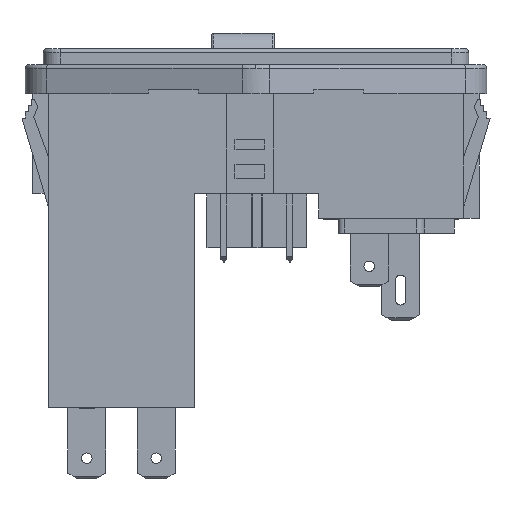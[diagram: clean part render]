
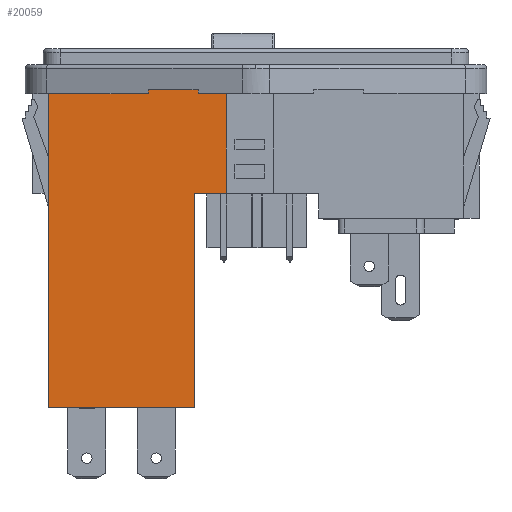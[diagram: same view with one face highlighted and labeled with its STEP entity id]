
A CAD part, left-side view. The second image highlights one B-rep face of the part: STEP entity #20059.
In plain terms, the highlighted planar face has unit normal (-1, 0, 0).
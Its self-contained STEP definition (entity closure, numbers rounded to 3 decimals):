
#93 = VERTEX_POINT ( 'NONE', #3535 ) ;
#171 = EDGE_CURVE ( 'NONE', #11024, #10014, #3698, .T. ) ;
#622 = VERTEX_POINT ( 'NONE', #4392 ) ;
#637 = EDGE_CURVE ( 'NONE', #622, #639, #4438, .T. ) ;
#639 = VERTEX_POINT ( 'NONE', #4433 ) ;
#3332 = ORIENTED_EDGE ( 'NONE', *, *, #20111, .F. ) ;
#3535 = CARTESIAN_POINT ( 'NONE',  ( -13., 13.714, -5.715 ) ) ;
#3695 = DIRECTION ( 'NONE',  ( 0., 1., 0. ) ) ;
#3696 = VECTOR ( 'NONE', #3695, 1000. ) ;
#3697 = CARTESIAN_POINT ( 'NONE',  ( -13., -26.416, -5.715 ) ) ;
#3698 = LINE ( 'NONE', #3697, #3696 ) ;
#4392 = CARTESIAN_POINT ( 'NONE',  ( -13., 7.766, -45.669 ) ) ;
#4433 = CARTESIAN_POINT ( 'NONE',  ( -13., 26.416, -45.669 ) ) ;
#4435 = DIRECTION ( 'NONE',  ( 0., 1., 0. ) ) ;
#4436 = VECTOR ( 'NONE', #4435, 1000. ) ;
#4437 = CARTESIAN_POINT ( 'NONE',  ( -13., -26.416, -45.669 ) ) ;
#4438 = LINE ( 'NONE', #4437, #4436 ) ;
#10014 = VERTEX_POINT ( 'NONE', #10358 ) ;
#10358 = CARTESIAN_POINT ( 'NONE',  ( -13., 7.364, -5.715 ) ) ;
#10412 = CARTESIAN_POINT ( 'NONE',  ( -13., 3.766, -5.715 ) ) ;
#10578 = CARTESIAN_POINT ( 'NONE',  ( -13., 26.416, -5.715 ) ) ;
#10597 = DIRECTION ( 'NONE',  ( 0., 1., 0. ) ) ;
#10598 = VECTOR ( 'NONE', #10597, 1000. ) ;
#10599 = CARTESIAN_POINT ( 'NONE',  ( -13., -26.416, -5.715 ) ) ;
#10600 = LINE ( 'NONE', #10599, #10598 ) ;
#11024 = VERTEX_POINT ( 'NONE', #10412 ) ;
#11482 = DIRECTION ( 'NONE',  ( 0., 1., 0. ) ) ;
#11483 = VECTOR ( 'NONE', #11482, 1000. ) ;
#11484 = CARTESIAN_POINT ( 'NONE',  ( -13., 7.766, -18.415 ) ) ;
#11485 = LINE ( 'NONE', #11484, #11483 ) ;
#11633 = CARTESIAN_POINT ( 'NONE',  ( -13., 3.766, -18.415 ) ) ;
#11759 = CARTESIAN_POINT ( 'NONE',  ( -13., 7.766, -18.415 ) ) ;
#12852 = DIRECTION ( 'NONE',  ( 0., 0., 1. ) ) ;
#12853 = VECTOR ( 'NONE', #12852, 1000. ) ;
#12854 = CARTESIAN_POINT ( 'NONE',  ( -13., 26.416, -45.669 ) ) ;
#12855 = LINE ( 'NONE', #12854, #12853 ) ;
#13291 = VECTOR ( 'NONE', #13353, 1000. ) ;
#13292 = CARTESIAN_POINT ( 'NONE',  ( -13., 3.766, 1.405 ) ) ;
#13293 = LINE ( 'NONE', #13292, #13291 ) ;
#13324 = DIRECTION ( 'NONE',  ( 0., 0., -1. ) ) ;
#13325 = DIRECTION ( 'NONE',  ( 1., 0., 0. ) ) ;
#13326 = CARTESIAN_POINT ( 'NONE',  ( -13., -26.416, -45.669 ) ) ;
#13327 = AXIS2_PLACEMENT_3D ( 'NONE', #13326, #13325, #13324 ) ;
#13328 = PLANE ( 'NONE',  #13327 ) ;
#13329 = FACE_OUTER_BOUND ( 'NONE', #20060, .T. ) ;
#13339 = DIRECTION ( 'NONE',  ( 0., 0., -1. ) ) ;
#13340 = VECTOR ( 'NONE', #13339, 1000. ) ;
#13341 = CARTESIAN_POINT ( 'NONE',  ( -13., 13.714, -5.207 ) ) ;
#13342 = LINE ( 'NONE', #13341, #13340 ) ;
#13343 = CARTESIAN_POINT ( 'NONE',  ( -13., 13.714, -5.207 ) ) ;
#13344 = DIRECTION ( 'NONE',  ( 0., -1., 0. ) ) ;
#13345 = VECTOR ( 'NONE', #13344, 1000. ) ;
#13346 = CARTESIAN_POINT ( 'NONE',  ( -13., 13.714, -5.207 ) ) ;
#13347 = LINE ( 'NONE', #13346, #13345 ) ;
#13348 = CARTESIAN_POINT ( 'NONE',  ( -13., 7.364, -5.207 ) ) ;
#13349 = DIRECTION ( 'NONE',  ( 0., 0., -1. ) ) ;
#13350 = VECTOR ( 'NONE', #13349, 1000. ) ;
#13351 = CARTESIAN_POINT ( 'NONE',  ( -13., 7.364, -5.207 ) ) ;
#13352 = LINE ( 'NONE', #13351, #13350 ) ;
#13353 = DIRECTION ( 'NONE',  ( 0., 0., -1. ) ) ;
#13438 = DIRECTION ( 'NONE',  ( 0., 0., -1. ) ) ;
#13439 = VECTOR ( 'NONE', #13438, 1000. ) ;
#13440 = CARTESIAN_POINT ( 'NONE',  ( -13., 7.766, -45.669 ) ) ;
#13441 = LINE ( 'NONE', #13440, #13439 ) ;
#18527 = ORIENTED_EDGE ( 'NONE', *, *, #637, .F. ) ;
#18583 = EDGE_CURVE ( 'NONE', #93, #18596, #10600, .T. ) ;
#18596 = VERTEX_POINT ( 'NONE', #10578 ) ;
#19050 = EDGE_CURVE ( 'NONE', #19133, #19184, #11485, .T. ) ;
#19133 = VERTEX_POINT ( 'NONE', #11633 ) ;
#19184 = VERTEX_POINT ( 'NONE', #11759 ) ;
#19774 = EDGE_CURVE ( 'NONE', #639, #18596, #12855, .T. ) ;
#20039 = EDGE_CURVE ( 'NONE', #11024, #19133, #13293, .T. ) ;
#20040 = ORIENTED_EDGE ( 'NONE', *, *, #171, .T. ) ;
#20041 = ORIENTED_EDGE ( 'NONE', *, *, #20042, .F. ) ;
#20042 = EDGE_CURVE ( 'NONE', #20043, #10014, #13352, .T. ) ;
#20043 = VERTEX_POINT ( 'NONE', #13348 ) ;
#20044 = ORIENTED_EDGE ( 'NONE', *, *, #20045, .F. ) ;
#20045 = EDGE_CURVE ( 'NONE', #20046, #20043, #13347, .T. ) ;
#20046 = VERTEX_POINT ( 'NONE', #13343 ) ;
#20047 = ORIENTED_EDGE ( 'NONE', *, *, #20048, .T. ) ;
#20048 = EDGE_CURVE ( 'NONE', #20046, #93, #13342, .T. ) ;
#20049 = ORIENTED_EDGE ( 'NONE', *, *, #18583, .T. ) ;
#20050 = ORIENTED_EDGE ( 'NONE', *, *, #19774, .F. ) ;
#20059 = ADVANCED_FACE ( 'NONE', ( #13329 ), #13328, .F. ) ;
#20060 = EDGE_LOOP ( 'NONE', ( #20061, #20062, #20040, #20041, #20044, #20047, #20049, #20050, #18527, #3332 ) ) ;
#20061 = ORIENTED_EDGE ( 'NONE', *, *, #19050, .F. ) ;
#20062 = ORIENTED_EDGE ( 'NONE', *, *, #20039, .F. ) ;
#20111 = EDGE_CURVE ( 'NONE', #19184, #622, #13441, .T. ) ;
